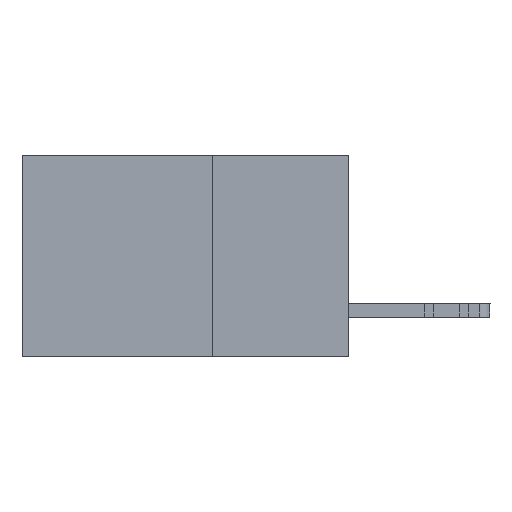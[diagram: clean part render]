
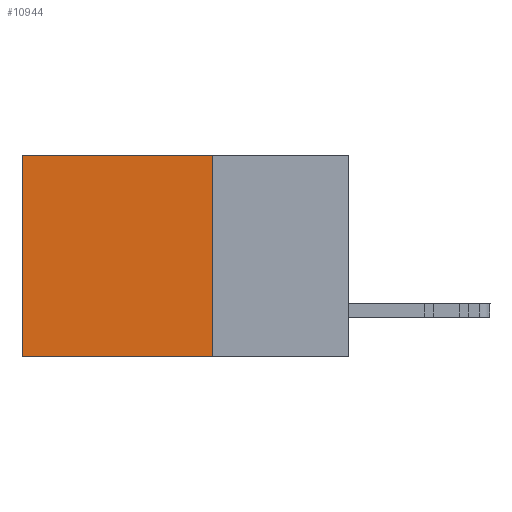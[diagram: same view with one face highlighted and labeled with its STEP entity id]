
A CAD part, left-side view. The second image highlights one B-rep face of the part: STEP entity #10944.
In plain terms, the highlighted planar face has unit normal (-1, 0, 0).
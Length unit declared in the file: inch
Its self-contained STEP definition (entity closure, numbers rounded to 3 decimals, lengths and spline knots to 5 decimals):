
#31 = LINE ( 'NONE', #12083, #22322 ) ;
#1552 = FACE_OUTER_BOUND ( 'NONE', #4213, .T. ) ;
#1808 = LINE ( 'NONE', #15761, #17937 ) ;
#3596 = LINE ( 'NONE', #5437, #15079 ) ;
#4213 = EDGE_LOOP ( 'NONE', ( #14403, #20751, #10611, #18576 ) ) ;
#5142 = PLANE ( 'NONE',  #12992 ) ;
#5437 = CARTESIAN_POINT ( 'NONE',  ( 0.2615, 0.6, -0.37 ) ) ;
#6035 = DIRECTION ( 'NONE',  ( 0., 1., 0. ) ) ;
#7083 = DIRECTION ( 'NONE',  ( 0., 0., -1. ) ) ;
#7175 = VECTOR ( 'NONE', #6035, 39.37008 ) ;
#7931 = EDGE_CURVE ( 'NONE', #8525, #11335, #3596, .T. ) ;
#8525 = VERTEX_POINT ( 'NONE', #12415 ) ;
#8555 = CARTESIAN_POINT ( 'NONE',  ( 0.2615, 0.25, -0.37 ) ) ;
#8625 = CARTESIAN_POINT ( 'NONE',  ( 0.2615, 0.25, -0.37 ) ) ;
#10611 = ORIENTED_EDGE ( 'NONE', *, *, #19774, .F. ) ;
#10613 = DIRECTION ( 'NONE',  ( 1., 0., 0. ) ) ;
#10944 = ADVANCED_FACE ( 'NONE', ( #1552 ), #5142, .F. ) ;
#11110 = EDGE_CURVE ( 'NONE', #16099, #11335, #14551, .T. ) ;
#11335 = VERTEX_POINT ( 'NONE', #19370 ) ;
#12083 = CARTESIAN_POINT ( 'NONE',  ( 0.2615, 0.25, -0.37 ) ) ;
#12415 = CARTESIAN_POINT ( 'NONE',  ( 0.2615, 0.6, 0. ) ) ;
#12992 = AXIS2_PLACEMENT_3D ( 'NONE', #8555, #10613, #7083 ) ;
#13843 = DIRECTION ( 'NONE',  ( 0., 0., -1. ) ) ;
#14356 = VERTEX_POINT ( 'NONE', #17419 ) ;
#14403 = ORIENTED_EDGE ( 'NONE', *, *, #7931, .T. ) ;
#14551 = LINE ( 'NONE', #19953, #7175 ) ;
#15079 = VECTOR ( 'NONE', #13843, 39.37008 ) ;
#15761 = CARTESIAN_POINT ( 'NONE',  ( 0.2615, 0.25, 0. ) ) ;
#16099 = VERTEX_POINT ( 'NONE', #8625 ) ;
#17419 = CARTESIAN_POINT ( 'NONE',  ( 0.2615, 0.25, 0. ) ) ;
#17937 = VECTOR ( 'NONE', #18868, 39.37008 ) ;
#18576 = ORIENTED_EDGE ( 'NONE', *, *, #21411, .T. ) ;
#18868 = DIRECTION ( 'NONE',  ( 0., 1., 0. ) ) ;
#19370 = CARTESIAN_POINT ( 'NONE',  ( 0.2615, 0.6, -0.37 ) ) ;
#19774 = EDGE_CURVE ( 'NONE', #14356, #16099, #31, .T. ) ;
#19953 = CARTESIAN_POINT ( 'NONE',  ( 0.2615, 0.25, -0.37 ) ) ;
#20626 = DIRECTION ( 'NONE',  ( 0., 0., -1. ) ) ;
#20751 = ORIENTED_EDGE ( 'NONE', *, *, #11110, .F. ) ;
#21411 = EDGE_CURVE ( 'NONE', #14356, #8525, #1808, .T. ) ;
#22322 = VECTOR ( 'NONE', #20626, 39.37008 ) ;
